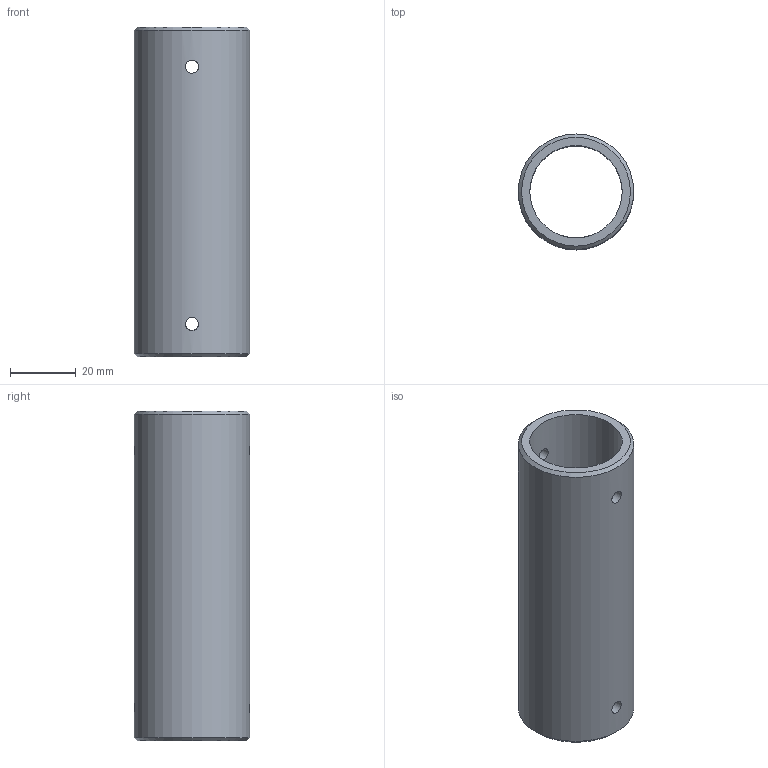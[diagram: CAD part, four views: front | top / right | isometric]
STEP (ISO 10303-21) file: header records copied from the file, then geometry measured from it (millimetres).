
FILE_DESCRIPTION(('STEP AP242'), '1');
FILE_NAME('Aluminium Tube', '', ('UNSPECIFIED'), ('UNSPECIFIED'), 'ASCON STEP Converter 1.6', 'ASCON Math Kernel', '');
FILE_SCHEMA(('AP242_MANAGED_MODEL_BASED_3D_ENGINEERING_MIM_LF { 1 0 10303 442 1 1 4 }'));
Length unit declared in the file: millimetre
Bounding box: 35 x 35 x 100 mm (x, y, z)
Volume: 34351.9 mm3; surface area: 20429.2 mm2
Topology: 1 solids, 1 shells, 10 faces, 22 edges, 14 vertices
Faces by surface type: cylinder 6, plane 2, cone 2
Full cylindrical faces by diameter (mm): 4 x4, 28 x1, 35 x1
Entity records: 888 total; most frequent: CARTESIAN_POINT 573, DIRECTION 34, EDGE_LOOP 28, ORIENTED_EDGE 28, AXIS2_PLACEMENT_3D 17, FACE_OUTER_BOUND 16, EDGE_CURVE 14, VERTEX_POINT 14
